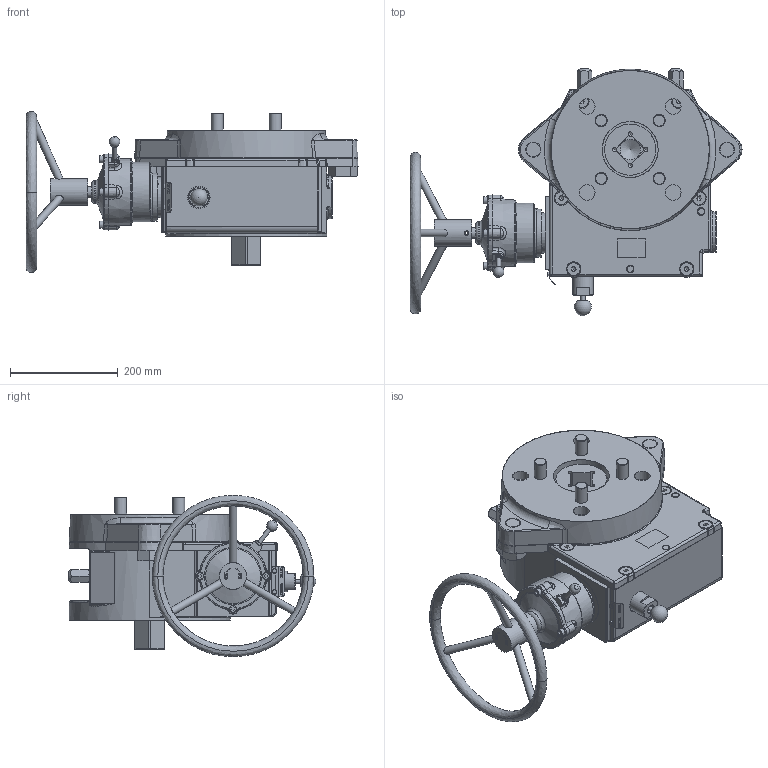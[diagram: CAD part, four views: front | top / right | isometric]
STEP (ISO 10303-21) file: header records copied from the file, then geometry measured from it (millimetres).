
FILE_DESCRIPTION( ( 'Unknown' ), '1' );
FILE_NAME( 'D000000248.stp', 'Unknown', ( 'Unknown' ), ( 'Unknown' ), 'PSStep 17.0.49', 'Unknown', ' ' );
FILE_SCHEMA( ( 'AUTOMOTIVE_DESIGN { 1 0 10303 214 1 1 1 1 }' ) );
Length unit declared in the file: millimetre
Products named in the file (66): D0093808070A4; D0031908000KU; ILGD5000A63; ILGD5000A17; 11WZ130090C01; ILGD5000A15; D0093305010A4; 22WX153022601; D0093330050A4; A0158716000A4; B0193622050A4; D0760316000CU; 700WK30000100; D0000714030ST; 21W5Z10000000; D0799112035A4; 62WZ100000010; D0031908001KU; D0043908000A4; ILGD5000RA07; 1643001065000; ILGD5000A40; D0091208020A4; 6.2799.100; 9530500-C; 1; 2; 3; 4; 5; 6; 7; 8; 9; 10; 11; 12; 13; 14; 15 ...
Bounding box: 617.24 x 460.27 x 300 mm (x, y, z)
Surface area: 990123.1 mm2 (no closed solid volume)
Topology: 0 solids, 630 shells, 630 faces, 3157 edges, 3020 vertices
Faces by surface type: plane 242, cylinder 150, cone 100, bspline 70, torus 52, sphere 6, extrusion 6, revolution 4
Full cylindrical faces by diameter (mm): 6.647 x1, 8 x8, 13.27 x4, 14 x5, 16 x1, 19.169 x4, 20 x1, 22 x2, 22.225 x4, 23.67 x4, 24.648 x4, 28.5 x4, 29.1 x4, 33 x2, 38.25 x1, 42 x1, 50 x1, 75 x1, 95 x2, 104 x1, 111 x1, 115 x1, 300 x1
Entity records: 46872 total; most frequent: CARTESIAN_POINT 18781, DIRECTION 4680, VERTEX_POINT 2961, ORIENTED_EDGE 2938, EDGE_CURVE 2938, AXIS2_PLACEMENT_3D 1738, VECTOR 1200, LINE 1194
